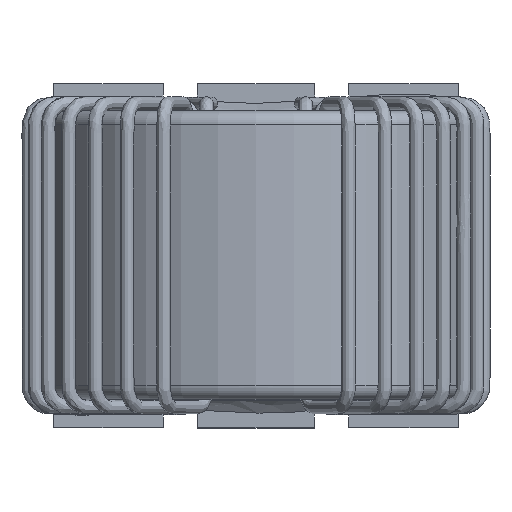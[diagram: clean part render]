
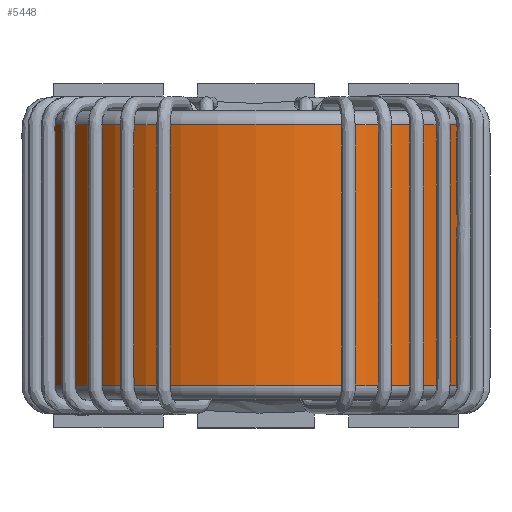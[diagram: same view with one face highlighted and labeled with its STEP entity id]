
A CAD part, top view. The second image highlights one B-rep face of the part: STEP entity #5448.
In plain terms, the highlighted cylindrical face has radius 8 mm (diameter 16 mm), a full revolution.
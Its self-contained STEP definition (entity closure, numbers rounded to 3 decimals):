
#314=CIRCLE('',#5816,8.);
#315=CIRCLE('',#5817,8.);
#928=CYLINDRICAL_SURFACE('',#5815,8.);
#1481=ORIENTED_EDGE('',*,*,#2360,.T.);
#1482=ORIENTED_EDGE('',*,*,#2361,.T.);
#2360=EDGE_CURVE('',#2842,#2842,#314,.F.);
#2361=EDGE_CURVE('',#2843,#2843,#315,.T.);
#2842=VERTEX_POINT('',#23104);
#2843=VERTEX_POINT('',#23106);
#3367=EDGE_LOOP('',(#1481));
#3368=EDGE_LOOP('',(#1482));
#3685=FACE_BOUND('',#3367,.T.);
#3686=FACE_BOUND('',#3368,.T.);
#5448=ADVANCED_FACE('',(#3685,#3686),#928,.T.);
#5815=AXIS2_PLACEMENT_3D('',#23102,#6555,#6556);
#5816=AXIS2_PLACEMENT_3D('',#23103,#6557,#6558);
#5817=AXIS2_PLACEMENT_3D('',#23105,#6559,#6560);
#6555=DIRECTION('',(0.,1.,0.));
#6556=DIRECTION('',(0.,0.,1.));
#6557=DIRECTION('',(0.,1.,0.));
#6558=DIRECTION('',(0.,0.,1.));
#6559=DIRECTION('',(0.,1.,0.));
#6560=DIRECTION('',(0.,0.,1.));
#23102=CARTESIAN_POINT('',(0.,-5.25,6.65));
#23103=CARTESIAN_POINT('',(0.,4.75,6.65));
#23104=CARTESIAN_POINT('',(0.,4.75,14.65));
#23105=CARTESIAN_POINT('',(0.,-4.75,6.65));
#23106=CARTESIAN_POINT('',(0.,-4.75,14.65));
